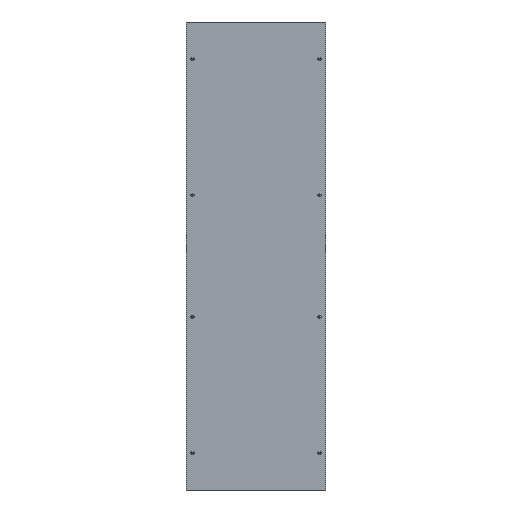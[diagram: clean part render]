
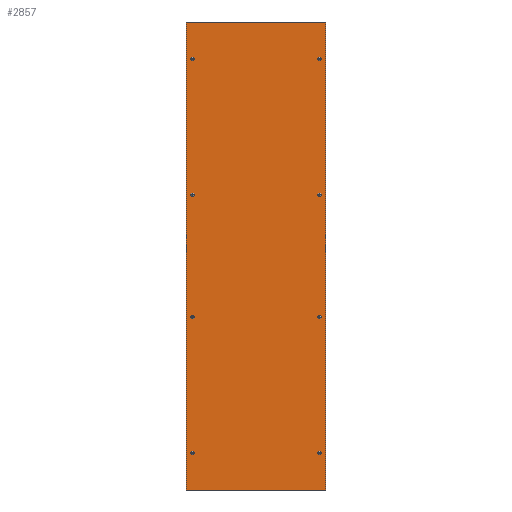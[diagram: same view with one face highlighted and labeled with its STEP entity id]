
A CAD part, left-side view. The second image highlights one B-rep face of the part: STEP entity #2857.
In plain terms, the highlighted planar face has unit normal (-1, 0, 0).
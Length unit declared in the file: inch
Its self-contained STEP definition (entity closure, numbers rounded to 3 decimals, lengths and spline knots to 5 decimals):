
#5 = DIRECTION ( 'NONE',  ( 1., 0., 0. ) ) ;
#53 = VERTEX_POINT ( 'NONE', #10900 ) ;
#91 = ORIENTED_EDGE ( 'NONE', *, *, #10056, .T. ) ;
#102 = VERTEX_POINT ( 'NONE', #9180 ) ;
#159 = VECTOR ( 'NONE', #4391, 39.37008 ) ;
#445 = DIRECTION ( 'NONE',  ( 1., 0., 0. ) ) ;
#465 = ORIENTED_EDGE ( 'NONE', *, *, #9532, .T. ) ;
#609 = CARTESIAN_POINT ( 'NONE',  ( -0.05906, -10.76772, -10.23622 ) ) ;
#673 = EDGE_LOOP ( 'NONE', ( #9957 ) ) ;
#774 = AXIS2_PLACEMENT_3D ( 'NONE', #9538, #7153, #8696 ) ;
#777 = DIRECTION ( 'NONE',  ( 0., -1., 0. ) ) ;
#866 = CARTESIAN_POINT ( 'NONE',  ( -0.05906, -11.67323, 39.05512 ) ) ;
#875 = CARTESIAN_POINT ( 'NONE',  ( -0.05906, -10.76772, -32.87402 ) ) ;
#1078 = ORIENTED_EDGE ( 'NONE', *, *, #5256, .T. ) ;
#1088 = AXIS2_PLACEMENT_3D ( 'NONE', #8110, #6355, #10599 ) ;
#1128 = CIRCLE ( 'NONE', #7272, 0.17717 ) ;
#1154 = DIRECTION ( 'NONE',  ( 1., 0., 0. ) ) ;
#1226 = CARTESIAN_POINT ( 'NONE',  ( -0.05906, -11.67323, -39.05512 ) ) ;
#1341 = VERTEX_POINT ( 'NONE', #1226 ) ;
#1426 = DIRECTION ( 'NONE',  ( 0., -1., 0. ) ) ;
#1435 = CARTESIAN_POINT ( 'NONE',  ( -0.05906, 0., -39.05512 ) ) ;
#1593 = VERTEX_POINT ( 'NONE', #4946 ) ;
#1665 = DIRECTION ( 'NONE',  ( -1., 0., 0. ) ) ;
#1825 = DIRECTION ( 'NONE',  ( 0., 0., 1. ) ) ;
#2107 = EDGE_LOOP ( 'NONE', ( #6630 ) ) ;
#2119 = ORIENTED_EDGE ( 'NONE', *, *, #9977, .T. ) ;
#2143 = CARTESIAN_POINT ( 'NONE',  ( -0.05906, 10.59055, 10.23622 ) ) ;
#2187 = CARTESIAN_POINT ( 'NONE',  ( -0.05906, 10.59055, -32.87402 ) ) ;
#2192 = CIRCLE ( 'NONE', #6229, 0.17717 ) ;
#2382 = PLANE ( 'NONE',  #3332 ) ;
#2436 = FACE_BOUND ( 'NONE', #5764, .T. ) ;
#2676 = EDGE_LOOP ( 'NONE', ( #1078 ) ) ;
#2700 = DIRECTION ( 'NONE',  ( 0., -1., 0. ) ) ;
#2857 = ADVANCED_FACE ( 'NONE', ( #4852, #4257, #8260, #8203, #2436, #10090, #3262, #5683, #6717 ), #2382, .T. ) ;
#3075 = CIRCLE ( 'NONE', #5530, 0.17717 ) ;
#3137 = CARTESIAN_POINT ( 'NONE',  ( -0.05906, 11.67323, -39.05512 ) ) ;
#3260 = VERTEX_POINT ( 'NONE', #866 ) ;
#3262 = FACE_BOUND ( 'NONE', #7916, .T. ) ;
#3332 = AXIS2_PLACEMENT_3D ( 'NONE', #4965, #1665, #6664 ) ;
#3378 = CIRCLE ( 'NONE', #1088, 0.17717 ) ;
#3450 = EDGE_CURVE ( 'NONE', #3260, #10216, #5701, .T. ) ;
#3467 = CARTESIAN_POINT ( 'NONE',  ( -0.05906, 10.59055, -10.23622 ) ) ;
#3531 = ORIENTED_EDGE ( 'NONE', *, *, #10185, .T. ) ;
#3620 = LINE ( 'NONE', #6037, #159 ) ;
#3679 = ORIENTED_EDGE ( 'NONE', *, *, #9452, .T. ) ;
#3890 = ORIENTED_EDGE ( 'NONE', *, *, #3450, .T. ) ;
#4091 = EDGE_LOOP ( 'NONE', ( #465 ) ) ;
#4146 = VERTEX_POINT ( 'NONE', #3137 ) ;
#4182 = VERTEX_POINT ( 'NONE', #9344 ) ;
#4227 = VECTOR ( 'NONE', #6412, 39.37008 ) ;
#4233 = AXIS2_PLACEMENT_3D ( 'NONE', #8684, #1154, #9959 ) ;
#4257 = FACE_BOUND ( 'NONE', #6950, .T. ) ;
#4260 = LINE ( 'NONE', #7493, #7262 ) ;
#4391 = DIRECTION ( 'NONE',  ( 0., 0., -1. ) ) ;
#4487 = EDGE_CURVE ( 'NONE', #10216, #4146, #3620, .T. ) ;
#4719 = DIRECTION ( 'NONE',  ( 1., 0., 0. ) ) ;
#4852 = FACE_BOUND ( 'NONE', #2676, .T. ) ;
#4946 = CARTESIAN_POINT ( 'NONE',  ( -0.05906, -10.76772, 32.87402 ) ) ;
#4965 = CARTESIAN_POINT ( 'NONE',  ( -0.05906, 0., 0. ) ) ;
#5256 = EDGE_CURVE ( 'NONE', #10733, #10733, #9844, .T. ) ;
#5345 = AXIS2_PLACEMENT_3D ( 'NONE', #2143, #8183, #1426 ) ;
#5530 = AXIS2_PLACEMENT_3D ( 'NONE', #2187, #4719, #5651 ) ;
#5631 = EDGE_CURVE ( 'NONE', #9852, #9852, #5981, .T. ) ;
#5651 = DIRECTION ( 'NONE',  ( 0., -1., 0. ) ) ;
#5683 = FACE_BOUND ( 'NONE', #2107, .T. ) ;
#5701 = LINE ( 'NONE', #8996, #4227 ) ;
#5764 = EDGE_LOOP ( 'NONE', ( #3531 ) ) ;
#5981 = CIRCLE ( 'NONE', #4233, 0.17717 ) ;
#6037 = CARTESIAN_POINT ( 'NONE',  ( -0.05906, 11.67323, 0. ) ) ;
#6229 = AXIS2_PLACEMENT_3D ( 'NONE', #7855, #445, #2700 ) ;
#6355 = DIRECTION ( 'NONE',  ( 1., 0., 0. ) ) ;
#6391 = CARTESIAN_POINT ( 'NONE',  ( -0.05906, 10.59055, 32.87402 ) ) ;
#6412 = DIRECTION ( 'NONE',  ( 0., 1., 0. ) ) ;
#6438 = LINE ( 'NONE', #1435, #10426 ) ;
#6558 = EDGE_LOOP ( 'NONE', ( #9414 ) ) ;
#6630 = ORIENTED_EDGE ( 'NONE', *, *, #5631, .T. ) ;
#6664 = DIRECTION ( 'NONE',  ( 0., -1., 0. ) ) ;
#6717 = FACE_OUTER_BOUND ( 'NONE', #10459, .T. ) ;
#6734 = CIRCLE ( 'NONE', #774, 0.17717 ) ;
#6950 = EDGE_LOOP ( 'NONE', ( #91 ) ) ;
#7153 = DIRECTION ( 'NONE',  ( 1., 0., 0. ) ) ;
#7262 = VECTOR ( 'NONE', #1825, 39.37008 ) ;
#7272 = AXIS2_PLACEMENT_3D ( 'NONE', #3467, #5, #777 ) ;
#7311 = DIRECTION ( 'NONE',  ( 0., -1., 0. ) ) ;
#7408 = EDGE_CURVE ( 'NONE', #1593, #1593, #3378, .T. ) ;
#7470 = CARTESIAN_POINT ( 'NONE',  ( -0.05906, 10.41339, 10.23622 ) ) ;
#7493 = CARTESIAN_POINT ( 'NONE',  ( -0.05906, -11.67323, 0. ) ) ;
#7632 = VERTEX_POINT ( 'NONE', #875 ) ;
#7855 = CARTESIAN_POINT ( 'NONE',  ( -0.05906, -10.59055, -32.87402 ) ) ;
#7899 = AXIS2_PLACEMENT_3D ( 'NONE', #6391, #9078, #9863 ) ;
#7916 = EDGE_LOOP ( 'NONE', ( #2119 ) ) ;
#8064 = CARTESIAN_POINT ( 'NONE',  ( -0.05906, 11.67323, 39.05512 ) ) ;
#8110 = CARTESIAN_POINT ( 'NONE',  ( -0.05906, -10.59055, 32.87402 ) ) ;
#8148 = CIRCLE ( 'NONE', #5345, 0.17717 ) ;
#8183 = DIRECTION ( 'NONE',  ( 1., 0., 0. ) ) ;
#8203 = FACE_BOUND ( 'NONE', #4091, .T. ) ;
#8260 = FACE_BOUND ( 'NONE', #673, .T. ) ;
#8418 = EDGE_CURVE ( 'NONE', #4146, #1341, #6438, .T. ) ;
#8684 = CARTESIAN_POINT ( 'NONE',  ( -0.05906, -10.59055, -10.23622 ) ) ;
#8696 = DIRECTION ( 'NONE',  ( 0., -1., 0. ) ) ;
#8996 = CARTESIAN_POINT ( 'NONE',  ( -0.05906, 0., 39.05512 ) ) ;
#9078 = DIRECTION ( 'NONE',  ( 1., 0., 0. ) ) ;
#9176 = ORIENTED_EDGE ( 'NONE', *, *, #4487, .T. ) ;
#9180 = CARTESIAN_POINT ( 'NONE',  ( -0.05906, 10.41339, -32.87402 ) ) ;
#9344 = CARTESIAN_POINT ( 'NONE',  ( -0.05906, -10.76772, 10.23622 ) ) ;
#9414 = ORIENTED_EDGE ( 'NONE', *, *, #9798, .T. ) ;
#9452 = EDGE_CURVE ( 'NONE', #1341, #3260, #4260, .T. ) ;
#9532 = EDGE_CURVE ( 'NONE', #4182, #4182, #6734, .T. ) ;
#9538 = CARTESIAN_POINT ( 'NONE',  ( -0.05906, -10.59055, 10.23622 ) ) ;
#9798 = EDGE_CURVE ( 'NONE', #53, #53, #1128, .T. ) ;
#9844 = CIRCLE ( 'NONE', #7899, 0.17717 ) ;
#9852 = VERTEX_POINT ( 'NONE', #609 ) ;
#9863 = DIRECTION ( 'NONE',  ( 0., -1., 0. ) ) ;
#9957 = ORIENTED_EDGE ( 'NONE', *, *, #7408, .T. ) ;
#9959 = DIRECTION ( 'NONE',  ( 0., -1., 0. ) ) ;
#9977 = EDGE_CURVE ( 'NONE', #7632, #7632, #2192, .T. ) ;
#10017 = VERTEX_POINT ( 'NONE', #7470 ) ;
#10056 = EDGE_CURVE ( 'NONE', #10017, #10017, #8148, .T. ) ;
#10090 = FACE_BOUND ( 'NONE', #6558, .T. ) ;
#10185 = EDGE_CURVE ( 'NONE', #102, #102, #3075, .T. ) ;
#10216 = VERTEX_POINT ( 'NONE', #8064 ) ;
#10315 = ORIENTED_EDGE ( 'NONE', *, *, #8418, .T. ) ;
#10426 = VECTOR ( 'NONE', #7311, 39.37008 ) ;
#10459 = EDGE_LOOP ( 'NONE', ( #3679, #3890, #9176, #10315 ) ) ;
#10599 = DIRECTION ( 'NONE',  ( 0., -1., 0. ) ) ;
#10733 = VERTEX_POINT ( 'NONE', #10789 ) ;
#10789 = CARTESIAN_POINT ( 'NONE',  ( -0.05906, 10.41339, 32.87402 ) ) ;
#10900 = CARTESIAN_POINT ( 'NONE',  ( -0.05906, 10.41339, -10.23622 ) ) ;
